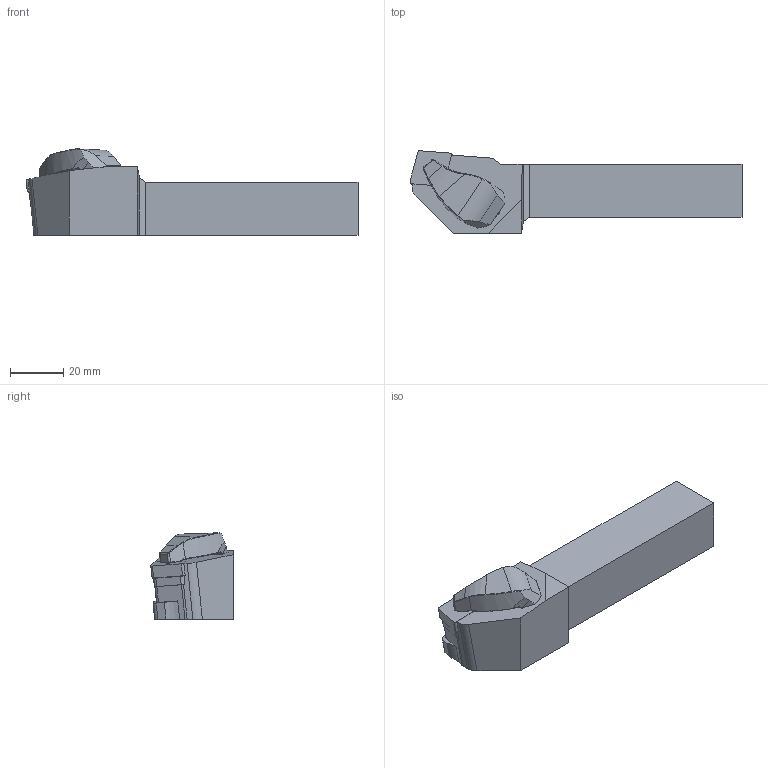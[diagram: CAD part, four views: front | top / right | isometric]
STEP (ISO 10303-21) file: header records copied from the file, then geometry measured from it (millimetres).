
FILE_DESCRIPTION(/* description */ (''),/* implementation_level */ '2;1');
FILE_NAME(/* name */ 'TCKNL-2020-K12-H.stp',/* time_stamp */ '2023-10-18T15:31:02+03:00',/* author */ (''),/* organization */ (''),/* preprocessor_version */ 'ST-DEVELOPER v19.4',/* originating_system */ 'SIEMENS PLM Software NX2306.3001',/* authorisation */ '');
FILE_SCHEMA (('AUTOMOTIVE_DESIGN { 1 0 10303 214 3 1 1 1 }'));
Length unit declared in the file: millimetre
Products named in the file (1): TCKNR-2020-K12-H
Bounding box: 125 x 31 x 32.5 mm (x, y, z)
Volume: 59778.9 mm3; surface area: 13228.1 mm2
Topology: 2 solids, 2 shells, 127 faces, 328 edges, 205 vertices
Faces by surface type: plane 65, cylinder 24, bspline 21, cone 14, extrusion 2, torus 1
Entity records: 4123 total; most frequent: CARTESIAN_POINT 1127, ORIENTED_EDGE 652, DIRECTION 520, EDGE_CURVE 326, VERTEX_POINT 205, AXIS2_PLACEMENT_3D 174, VECTOR 172, LINE 170
